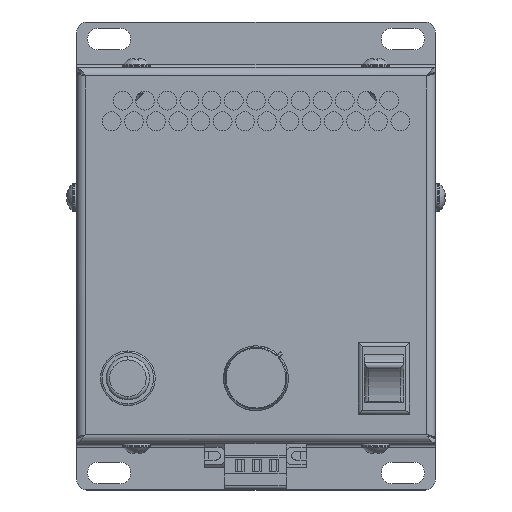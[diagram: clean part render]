
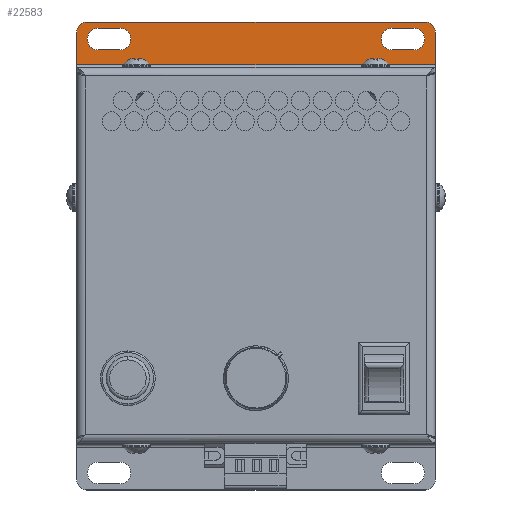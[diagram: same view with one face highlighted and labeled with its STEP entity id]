
A CAD part, top view. The second image highlights one B-rep face of the part: STEP entity #22583.
In plain terms, the highlighted planar face has unit normal (0, 0, 1).
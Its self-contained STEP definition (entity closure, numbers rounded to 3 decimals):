
#7000=DIRECTION('',(1.,0.,0.));
#7001=VECTOR('',#7000,99.);
#7002=CARTESIAN_POINT('',(-49.5,68.5,1.5));
#7003=LINE('',#7002,#7001);
#7004=CARTESIAN_POINT('',(49.5,65.5,1.5));
#7005=DIRECTION('',(0.,0.,-1.));
#7006=DIRECTION('',(0.,1.,0.));
#7007=AXIS2_PLACEMENT_3D('',#7004,#7005,#7006);
#7009=DIRECTION('',(0.,-1.,0.));
#7010=VECTOR('',#7009,9.5);
#7011=CARTESIAN_POINT('',(52.5,65.5,1.5));
#7012=LINE('',#7011,#7010);
#7013=CARTESIAN_POINT('',(-49.5,65.5,1.5));
#7014=DIRECTION('',(0.,0.,-1.));
#7015=DIRECTION('',(-1.,0.,0.));
#7016=AXIS2_PLACEMENT_3D('',#7013,#7014,#7015);
#7018=DIRECTION('',(-1.,0.,0.));
#7019=VECTOR('',#7018,6.35);
#7020=CARTESIAN_POINT('',(-39.825,66.675,1.5));
#7021=LINE('',#7020,#7019);
#7022=CARTESIAN_POINT('',(-46.175,63.5,1.5));
#7023=DIRECTION('',(0.,0.,1.));
#7024=DIRECTION('',(0.,1.,0.));
#7025=AXIS2_PLACEMENT_3D('',#7022,#7023,#7024);
#7027=DIRECTION('',(1.,0.,0.));
#7028=VECTOR('',#7027,6.35);
#7029=CARTESIAN_POINT('',(-46.175,60.325,1.5));
#7030=LINE('',#7029,#7028);
#7031=CARTESIAN_POINT('',(-39.825,63.5,1.5));
#7032=DIRECTION('',(0.,0.,1.));
#7033=DIRECTION('',(0.,-1.,0.));
#7034=AXIS2_PLACEMENT_3D('',#7031,#7032,#7033);
#7036=DIRECTION('',(-1.,0.,0.));
#7037=VECTOR('',#7036,6.35);
#7038=CARTESIAN_POINT('',(46.175,66.675,1.5));
#7039=LINE('',#7038,#7037);
#7040=CARTESIAN_POINT('',(39.825,63.5,1.5));
#7041=DIRECTION('',(0.,0.,1.));
#7042=DIRECTION('',(0.,1.,0.));
#7043=AXIS2_PLACEMENT_3D('',#7040,#7041,#7042);
#7045=DIRECTION('',(1.,0.,0.));
#7046=VECTOR('',#7045,6.35);
#7047=CARTESIAN_POINT('',(39.825,60.325,1.5));
#7048=LINE('',#7047,#7046);
#7049=CARTESIAN_POINT('',(46.175,63.5,1.5));
#7050=DIRECTION('',(0.,0.,1.));
#7051=DIRECTION('',(0.,-1.,0.));
#7052=AXIS2_PLACEMENT_3D('',#7049,#7050,#7051);
#13320=DIRECTION('',(1.,0.,0.));
#13321=VECTOR('',#13320,105.);
#13322=CARTESIAN_POINT('',(-52.5,56.,1.5));
#13323=LINE('',#13322,#13321);
#14942=DIRECTION('',(0.,-1.,0.));
#14943=VECTOR('',#14942,9.5);
#14944=CARTESIAN_POINT('',(-52.5,65.5,1.5));
#14945=LINE('',#14944,#14943);
#19092=CARTESIAN_POINT('',(-49.5,68.5,1.5));
#19093=CARTESIAN_POINT('',(49.5,68.5,1.5));
#19094=VERTEX_POINT('',#19092);
#19095=VERTEX_POINT('',#19093);
#19096=CARTESIAN_POINT('',(52.5,65.5,1.5));
#19097=VERTEX_POINT('',#19096);
#19098=CARTESIAN_POINT('',(52.5,56.,1.5));
#19099=VERTEX_POINT('',#19098);
#19100=CARTESIAN_POINT('',(-52.5,56.,1.5));
#19101=VERTEX_POINT('',#19100);
#19102=CARTESIAN_POINT('',(-52.5,65.5,1.5));
#19103=VERTEX_POINT('',#19102);
#19104=CARTESIAN_POINT('',(-39.825,66.675,1.5));
#19105=CARTESIAN_POINT('',(-46.175,66.675,1.5));
#19106=VERTEX_POINT('',#19104);
#19107=VERTEX_POINT('',#19105);
#19108=CARTESIAN_POINT('',(-46.175,60.325,1.5));
#19109=VERTEX_POINT('',#19108);
#19110=CARTESIAN_POINT('',(-39.825,60.325,1.5));
#19111=VERTEX_POINT('',#19110);
#19112=CARTESIAN_POINT('',(46.175,66.675,1.5));
#19113=CARTESIAN_POINT('',(39.825,66.675,1.5));
#19114=VERTEX_POINT('',#19112);
#19115=VERTEX_POINT('',#19113);
#19116=CARTESIAN_POINT('',(39.825,60.325,1.5));
#19117=VERTEX_POINT('',#19116);
#19118=CARTESIAN_POINT('',(46.175,60.325,1.5));
#19119=VERTEX_POINT('',#19118);
#22544=CARTESIAN_POINT('',(0.,55.,1.5));
#22545=DIRECTION('',(0.,0.,1.));
#22546=DIRECTION('',(0.,1.,0.));
#22547=AXIS2_PLACEMENT_3D('',#22544,#22545,#22546);
#22548=PLANE('',#22547);
#22550=ORIENTED_EDGE('',*,*,#22549,.T.);
#22552=ORIENTED_EDGE('',*,*,#22551,.T.);
#22554=ORIENTED_EDGE('',*,*,#22553,.T.);
#22556=ORIENTED_EDGE('',*,*,#22555,.F.);
#22558=ORIENTED_EDGE('',*,*,#22557,.F.);
#22560=ORIENTED_EDGE('',*,*,#22559,.T.);
#22561=EDGE_LOOP('',(#22550,#22552,#22554,#22556,#22558,#22560));
#22562=FACE_OUTER_BOUND('',#22561,.F.);
#22564=ORIENTED_EDGE('',*,*,#22563,.T.);
#22566=ORIENTED_EDGE('',*,*,#22565,.T.);
#22568=ORIENTED_EDGE('',*,*,#22567,.T.);
#22570=ORIENTED_EDGE('',*,*,#22569,.T.);
#22571=EDGE_LOOP('',(#22564,#22566,#22568,#22570));
#22572=FACE_BOUND('',#22571,.F.);
#22574=ORIENTED_EDGE('',*,*,#22573,.T.);
#22576=ORIENTED_EDGE('',*,*,#22575,.T.);
#22578=ORIENTED_EDGE('',*,*,#22577,.T.);
#22580=ORIENTED_EDGE('',*,*,#22579,.T.);
#22581=EDGE_LOOP('',(#22574,#22576,#22578,#22580));
#22582=FACE_BOUND('',#22581,.F.);
#22583=ADVANCED_FACE('',(#22562,#22572,#22582),#22548,.T.);
#7008=CIRCLE('',#7007,3.);
#7017=CIRCLE('',#7016,3.);
#7026=CIRCLE('',#7025,3.175);
#7035=CIRCLE('',#7034,3.175);
#7044=CIRCLE('',#7043,3.175);
#7053=CIRCLE('',#7052,3.175);
#22549=EDGE_CURVE('',#19094,#19095,#7003,.T.);
#22551=EDGE_CURVE('',#19095,#19097,#7008,.T.);
#22553=EDGE_CURVE('',#19097,#19099,#7012,.T.);
#22555=EDGE_CURVE('',#19101,#19099,#13323,.T.);
#22557=EDGE_CURVE('',#19103,#19101,#14945,.T.);
#22559=EDGE_CURVE('',#19103,#19094,#7017,.T.);
#22563=EDGE_CURVE('',#19106,#19107,#7021,.T.);
#22565=EDGE_CURVE('',#19107,#19109,#7026,.T.);
#22567=EDGE_CURVE('',#19109,#19111,#7030,.T.);
#22569=EDGE_CURVE('',#19111,#19106,#7035,.T.);
#22573=EDGE_CURVE('',#19114,#19115,#7039,.T.);
#22575=EDGE_CURVE('',#19115,#19117,#7044,.T.);
#22577=EDGE_CURVE('',#19117,#19119,#7048,.T.);
#22579=EDGE_CURVE('',#19119,#19114,#7053,.T.);
